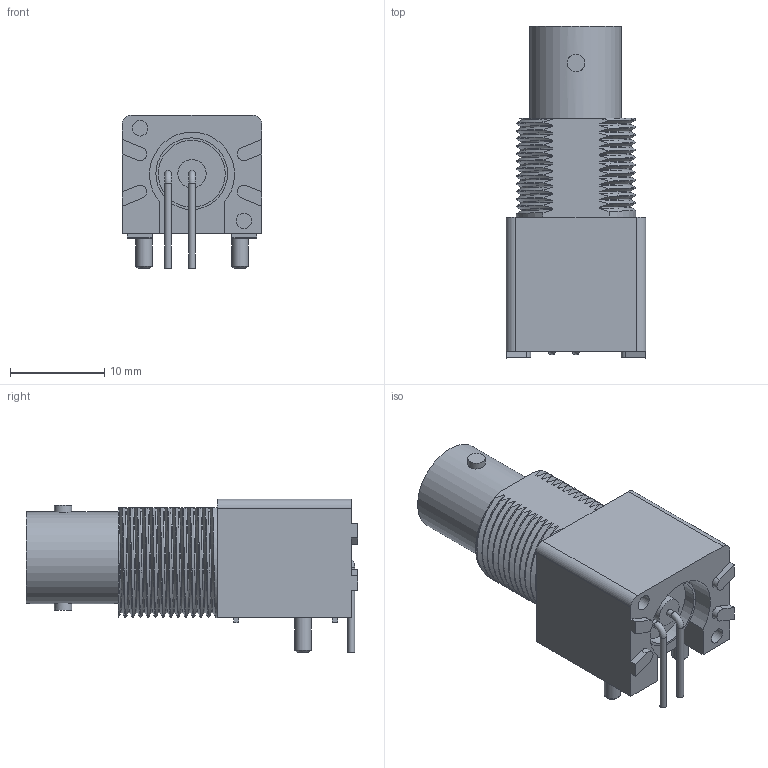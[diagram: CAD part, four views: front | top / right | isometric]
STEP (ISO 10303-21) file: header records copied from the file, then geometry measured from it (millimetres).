
FILE_DESCRIPTION(('FreeCAD Model'),'2;1');
FILE_NAME('Open CASCADE Shape Model','2024-12-14T13:08:28',( 'kicad StepUp'),('ksu MCAD'),'Open CASCADE STEP processor 7.6', 'FreeCAD','Unknown');
FILE_SCHEMA(('AUTOMOTIVE_DESIGN { 1 0 10303 214 1 1 1 1 }'));
Length unit declared in the file: millimetre
Products named in the file (1): Fusion001.[solid]
Bounding box: 14.8 x 35.14 x 16.25 mm (x, y, z)
Volume: 3784.7 mm3; surface area: 2987.4 mm2
Topology: 1 solids, 2 shells, 197 faces, 508 edges, 337 vertices
Faces by surface type: bspline 76, plane 65, cylinder 52, cone 2, torus 2
Full cylindrical faces by diameter (mm): 0.72 x4, 1.5 x1, 1.65 x2, 1.73 x2, 1.85 x2, 2.15 x1, 2.25 x1, 3 x2, 4.25 x2, 7.1 x1, 7.6 x1, 9.2 x1, 9.7 x1
Entity records: 10867 total; most frequent: CARTESIAN_POINT 6469, ORIENTED_EDGE 1016, DIRECTION 586, EDGE_CURVE 508, VERTEX_POINT 337, B_SPLINE_CURVE_WITH_KNOTS 249, FACE_BOUND 221, EDGE_LOOP 221
